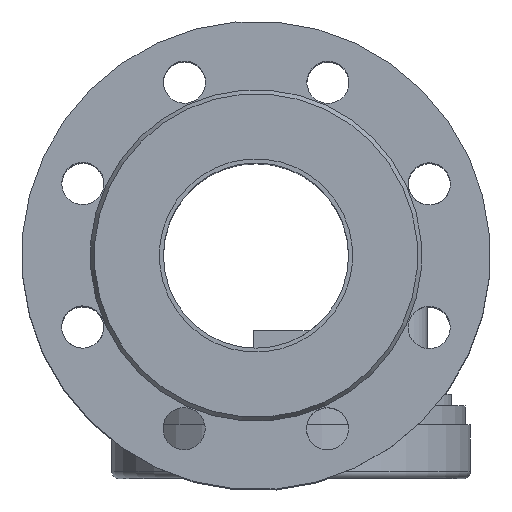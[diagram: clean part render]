
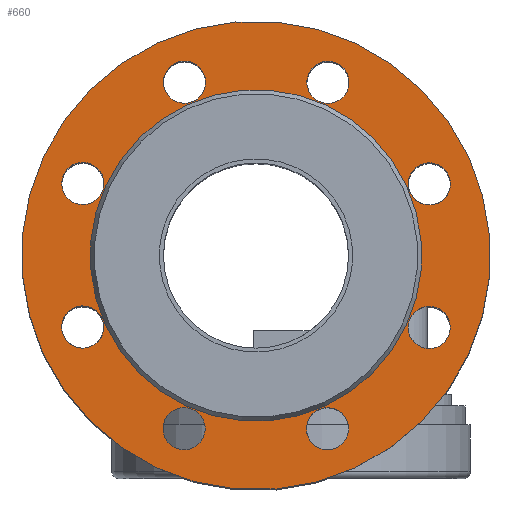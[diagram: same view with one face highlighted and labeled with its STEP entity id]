
A CAD part, top view. The second image highlights one B-rep face of the part: STEP entity #660.
In plain terms, the highlighted face is planar.
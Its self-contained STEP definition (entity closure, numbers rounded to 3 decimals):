
#660 = ADVANCED_FACE( '', ( #1437, #1438, #1439, #1440, #1441, #1442, #1443, #1444, #1445, #1446 ), #1447, .F. );
#1437 = FACE_OUTER_BOUND( '', #2451, .T. );
#1438 = FACE_BOUND( '', #2452, .T. );
#1439 = FACE_BOUND( '', #2453, .T. );
#1440 = FACE_BOUND( '', #2454, .T. );
#1441 = FACE_BOUND( '', #2455, .T. );
#1442 = FACE_BOUND( '', #2456, .T. );
#1443 = FACE_BOUND( '', #2457, .T. );
#1444 = FACE_BOUND( '', #2458, .T. );
#1445 = FACE_BOUND( '', #2459, .T. );
#1446 = FACE_BOUND( '', #2460, .T. );
#1447 = PLANE( '', #2461 );
#2451 = EDGE_LOOP( '', ( #3971 ) );
#2452 = EDGE_LOOP( '', ( #3972 ) );
#2453 = EDGE_LOOP( '', ( #3973 ) );
#2454 = EDGE_LOOP( '', ( #3974 ) );
#2455 = EDGE_LOOP( '', ( #3975 ) );
#2456 = EDGE_LOOP( '', ( #3976 ) );
#2457 = EDGE_LOOP( '', ( #3977 ) );
#2458 = EDGE_LOOP( '', ( #3978 ) );
#2459 = EDGE_LOOP( '', ( #3979 ) );
#2460 = EDGE_LOOP( '', ( #3980 ) );
#2461 = AXIS2_PLACEMENT_3D( '', #3981, #3982, #3983 );
#3971 = ORIENTED_EDGE( '', *, *, #6398, .F. );
#3972 = ORIENTED_EDGE( '', *, *, #6399, .F. );
#3973 = ORIENTED_EDGE( '', *, *, #6400, .F. );
#3974 = ORIENTED_EDGE( '', *, *, #6401, .F. );
#3975 = ORIENTED_EDGE( '', *, *, #6402, .F. );
#3976 = ORIENTED_EDGE( '', *, *, #6403, .T. );
#3977 = ORIENTED_EDGE( '', *, *, #6031, .F. );
#3978 = ORIENTED_EDGE( '', *, *, #6404, .F. );
#3979 = ORIENTED_EDGE( '', *, *, #5988, .F. );
#3980 = ORIENTED_EDGE( '', *, *, #6001, .F. );
#3981 = CARTESIAN_POINT( '', ( 70.732, 0., 3. ) );
#3982 = DIRECTION( '', ( 0., 0., 1. ) );
#3983 = DIRECTION( '', ( 1., 0., 0. ) );
#5988 = EDGE_CURVE( '', #6936, #6936, #6937, .F. );
#6001 = EDGE_CURVE( '', #6958, #6958, #6959, .F. );
#6031 = EDGE_CURVE( '', #7011, #7011, #7012, .F. );
#6398 = EDGE_CURVE( '', #7637, #7637, #7638, .T. );
#6399 = EDGE_CURVE( '', #7639, #7639, #7640, .F. );
#6400 = EDGE_CURVE( '', #7641, #7641, #7642, .F. );
#6401 = EDGE_CURVE( '', #7643, #7643, #7644, .F. );
#6402 = EDGE_CURVE( '', #7645, #7645, #7646, .F. );
#6403 = EDGE_CURVE( '', #7647, #7647, #7648, .T. );
#6404 = EDGE_CURVE( '', #7649, #7649, #7650, .F. );
#6936 = VERTEX_POINT( '', #8342 );
#6937 = CIRCLE( '', #8343, 9. );
#6958 = VERTEX_POINT( '', #8370 );
#6959 = CIRCLE( '', #8371, 9. );
#7011 = VERTEX_POINT( '', #8446 );
#7012 = CIRCLE( '', #8447, 9. );
#7637 = VERTEX_POINT( '', #9897 );
#7638 = CIRCLE( '', #9898, 100. );
#7639 = VERTEX_POINT( '', #9899 );
#7640 = CIRCLE( '', #9900, 9. );
#7641 = VERTEX_POINT( '', #9901 );
#7642 = CIRCLE( '', #9902, 9. );
#7643 = VERTEX_POINT( '', #9903 );
#7644 = CIRCLE( '', #9904, 9. );
#7645 = VERTEX_POINT( '', #9905 );
#7646 = CIRCLE( '', #9906, 9. );
#7647 = VERTEX_POINT( '', #9907 );
#7648 = CIRCLE( '', #9908, 70.732 );
#7649 = VERTEX_POINT( '', #9909 );
#7650 = CIRCLE( '', #9910, 9. );
#8342 = CARTESIAN_POINT( '', ( 82.91, -30.615, 3. ) );
#8343 = AXIS2_PLACEMENT_3D( '', #11157, #11158, #11159 );
#8370 = CARTESIAN_POINT( '', ( 39.615, 73.91, 3. ) );
#8371 = AXIS2_PLACEMENT_3D( '', #11175, #11176, #11177 );
#8446 = CARTESIAN_POINT( '', ( -64.91, 30.615, 3. ) );
#8447 = AXIS2_PLACEMENT_3D( '', #11204, #11205, #11206 );
#9897 = CARTESIAN_POINT( '', ( 100., 0., 3. ) );
#9898 = AXIS2_PLACEMENT_3D( '', #11487, #11488, #11489 );
#9899 = CARTESIAN_POINT( '', ( 82.91, 30.615, 3. ) );
#9900 = AXIS2_PLACEMENT_3D( '', #11490, #11491, #11492 );
#9901 = CARTESIAN_POINT( '', ( 39.615, -73.91, 3. ) );
#9902 = AXIS2_PLACEMENT_3D( '', #11493, #11494, #11495 );
#9903 = CARTESIAN_POINT( '', ( -64.91, -30.615, 3. ) );
#9904 = AXIS2_PLACEMENT_3D( '', #11496, #11497, #11498 );
#9905 = CARTESIAN_POINT( '', ( -21.615, 73.91, 3. ) );
#9906 = AXIS2_PLACEMENT_3D( '', #11499, #11500, #11501 );
#9907 = CARTESIAN_POINT( '', ( 70.732, 0., 3. ) );
#9908 = AXIS2_PLACEMENT_3D( '', #11502, #11503, #11504 );
#9909 = CARTESIAN_POINT( '', ( -21.615, -73.91, 3. ) );
#9910 = AXIS2_PLACEMENT_3D( '', #11505, #11506, #11507 );
#11157 = CARTESIAN_POINT( '', ( 73.91, -30.615, 3. ) );
#11158 = DIRECTION( '', ( 0., 0., 1. ) );
#11159 = DIRECTION( '', ( 1., 0., 0. ) );
#11175 = CARTESIAN_POINT( '', ( 30.615, 73.91, 3. ) );
#11176 = DIRECTION( '', ( 0., 0., 1. ) );
#11177 = DIRECTION( '', ( 1., 0., 0. ) );
#11204 = CARTESIAN_POINT( '', ( -73.91, 30.615, 3. ) );
#11205 = DIRECTION( '', ( 0., 0., 1. ) );
#11206 = DIRECTION( '', ( 1., 0., 0. ) );
#11487 = CARTESIAN_POINT( '', ( 0., 0., 3. ) );
#11488 = DIRECTION( '', ( 0., 0., 1. ) );
#11489 = DIRECTION( '', ( 1., 0., 0. ) );
#11490 = CARTESIAN_POINT( '', ( 73.91, 30.615, 3. ) );
#11491 = DIRECTION( '', ( 0., 0., 1. ) );
#11492 = DIRECTION( '', ( 1., 0., 0. ) );
#11493 = CARTESIAN_POINT( '', ( 30.615, -73.91, 3. ) );
#11494 = DIRECTION( '', ( 0., 0., 1. ) );
#11495 = DIRECTION( '', ( 1., 0., 0. ) );
#11496 = CARTESIAN_POINT( '', ( -73.91, -30.615, 3. ) );
#11497 = DIRECTION( '', ( 0., 0., 1. ) );
#11498 = DIRECTION( '', ( 1., 0., 0. ) );
#11499 = CARTESIAN_POINT( '', ( -30.615, 73.91, 3. ) );
#11500 = DIRECTION( '', ( 0., 0., 1. ) );
#11501 = DIRECTION( '', ( 1., 0., 0. ) );
#11502 = CARTESIAN_POINT( '', ( 0., 0., 3. ) );
#11503 = DIRECTION( '', ( 0., 0., 1. ) );
#11504 = DIRECTION( '', ( 1., 0., 0. ) );
#11505 = CARTESIAN_POINT( '', ( -30.615, -73.91, 3. ) );
#11506 = DIRECTION( '', ( 0., 0., 1. ) );
#11507 = DIRECTION( '', ( 1., 0., 0. ) );
